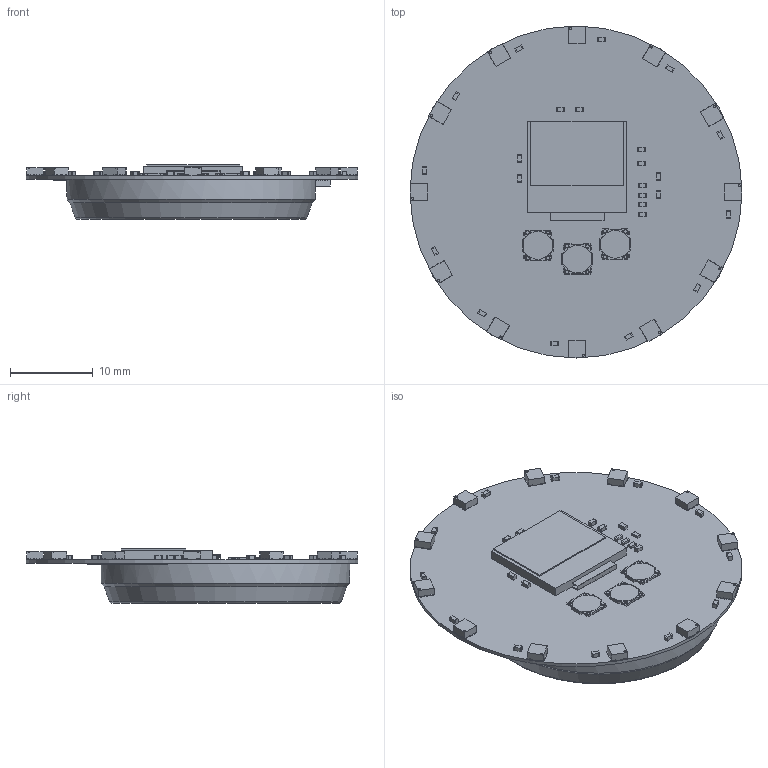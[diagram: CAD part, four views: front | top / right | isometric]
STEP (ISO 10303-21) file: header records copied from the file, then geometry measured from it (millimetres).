
FILE_DESCRIPTION(('Open CASCADE Model'),'2;1');
FILE_NAME('Open CASCADE Shape Model','2020-05-01T04:04:39',('Author'),( 'Open CASCADE'),'Open CASCADE STEP processor 6.8','Open CASCADE 6.8' ,'Unknown');
FILE_SCHEMA(('AUTOMOTIVE_DESIGN { 1 0 10303 214 1 1 1 1 }'));
Length unit declared in the file: millimetre
Products named in the file (1): PCB
Bounding box: 40 x 40 x 6.56 mm (x, y, z)
Volume: 4012.2 mm3; surface area: 5746.5 mm2
Topology: 122 solids, 530 shells, 1586 faces, 4433 edges, 3531 vertices
Faces by surface type: plane 1452, cylinder 131, cone 2, torus 1
Full cylindrical faces by diameter (mm): 0.25 x12, 0.375 x1, 0.8 x2, 1.5 x2, 30 x1, 40 x1
Entity records: 54255 total; most frequent: CARTESIAN_POINT 9551, DIRECTION 7879, ORIENTED_EDGE 7138, EDGE_CURVE 4433, LINE 4161, VECTOR 4161, VERTEX_POINT 3531, AXIS2_PLACEMENT_3D 1859
